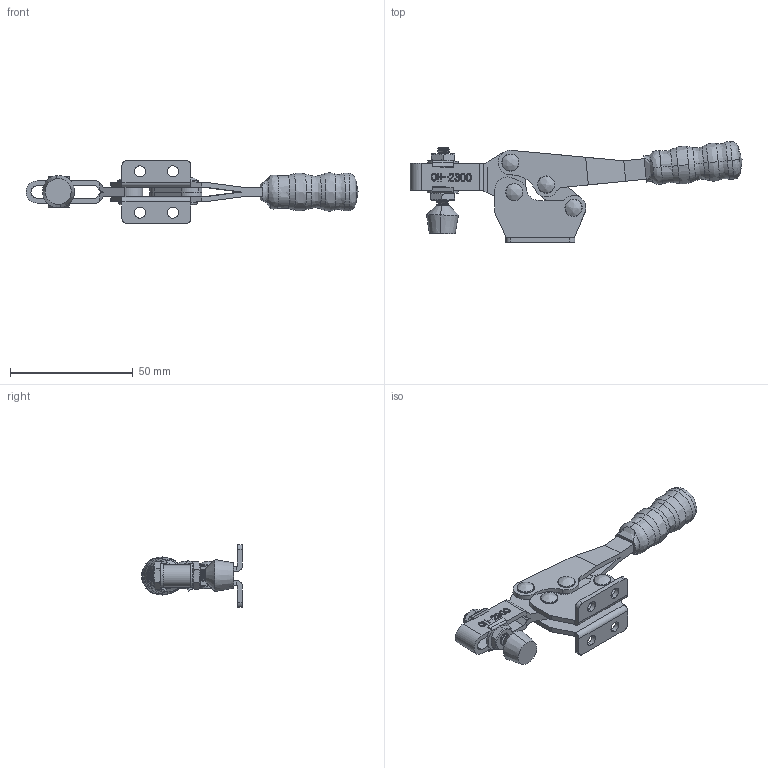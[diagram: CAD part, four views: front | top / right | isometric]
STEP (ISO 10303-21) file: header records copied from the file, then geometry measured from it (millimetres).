
FILE_DESCRIPTION (( 'STEP AP203' ), '1' );
FILE_NAME ('CH-2300.STEP', '2012-09-28T07:42:15', ( '微软用户' ), ( '微软中国' ), 'SwSTEP 2.0', 'SolidWorks 2010', '' );
FILE_SCHEMA (( 'CONFIG_CONTROL_DESIGN' ));
Length unit declared in the file: millimetre
Products named in the file (10): CH-2300-05___; CH-FC-10138___; CH-2300-01___; FW100___; CH-2300; CH-2300-06___; CH-2300-02___; CH-2300-03___; CH-2300-04___; 10138-02___
Assembly tree (14 placements, depth 2):
  CH-2300
    CH-2300-01___
    10138-02___  x2
    CH-2300-05___  x4
    CH-FC-10138___
    CH-2300-04___
    CH-2300-06___
    CH-2300-02___
    CH-2300-03___
    FW100___  x2
Bounding box: 134.97 x 40.97 x 25.6 mm (x, y, z)
Volume: 17573.6 mm3; surface area: 17579.9 mm2
Topology: 16 solids, 17 shells, 731 faces, 1931 edges, 1256 vertices
Faces by surface type: bspline 254, plane 251, cylinder 190, cone 36
Entity records: 40944 total; most frequent: CARTESIAN_POINT 25618, ORIENTED_EDGE 3352, DIRECTION 2261, EDGE_CURVE 1676, VERTEX_POINT 1105, VECTOR 873, LINE 873, AXIS2_PLACEMENT_3D 694
